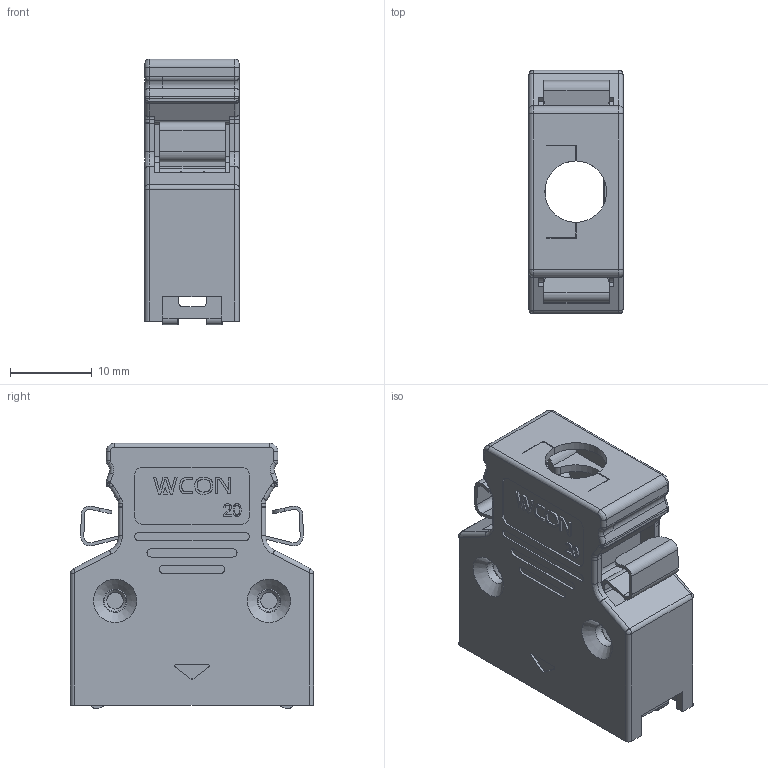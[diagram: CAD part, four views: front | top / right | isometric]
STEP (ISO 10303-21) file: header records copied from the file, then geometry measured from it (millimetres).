
FILE_DESCRIPTION( ('This file contains a STEP AP42 implementation' ,'as created by ZW3D STEP Interface translator.') ,'2;1' );
FILE_NAME( '6328M-020S00M001W.stp' ,'2311 7.133957', (''), ('ZWCAD Software Co.'), 'Version 1.0', 'ZW3D to STEP translator', '' );
FILE_SCHEMA(('AUTOMOTIVE_DESIGN { 1 0 10303 214 1 1 1 1 }'));
Length unit declared in the file: millimetre
Products named in the file (1): 0
Bounding box: 11.5 x 29.7 x 32.44 mm (x, y, z)
Surface area: 7241.8 mm2 (no closed solid volume)
Topology: 0 solids, 1 shells, 888 faces, 2405 edges, 1547 vertices
Faces by surface type: plane 427, cylinder 290, bspline 153, cone 18
Full cylindrical faces by diameter (mm): 1.6 x2, 2.05 x50, 2.9 x2
Entity records: 36268 total; most frequent: CARTESIAN_POINT 13652, ORIENTED_EDGE 4803, DIRECTION 4234, EDGE_CURVE 2401, VERTEX_POINT 1547, VECTOR 1538, LINE 1538, AXIS2_PLACEMENT_3D 1348
